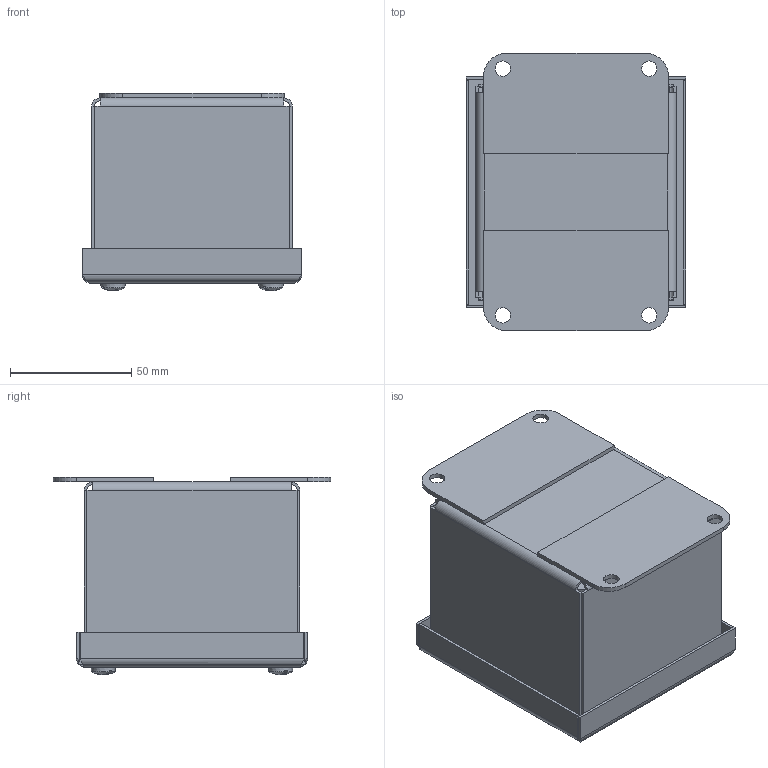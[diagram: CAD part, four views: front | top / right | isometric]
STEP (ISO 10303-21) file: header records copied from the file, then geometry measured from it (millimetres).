
FILE_DESCRIPTION(/* description */ ('LID, PBSS1A, 3.5 X 3.25'),/* implementation_level */ '2;1');
FILE_NAME(/* name */ 'PBSS1A.stp',/* time_stamp */ '2017-01-30T22:57:15+05:00',/* author */ ('mgunasekar'),/* organization */ (''),/* preprocessor_version */ 'ST-DEVELOPER v16.1',/* originating_system */ 'Autodesk Inventor 2016',/* authorisation */ '');
FILE_SCHEMA (('CONFIG_CONTROL_DESIGN','AUTOMOTIVE_DESIGN { 1 0 10303 214 3 1 1 }'));
Length unit declared in the file: inch
Products named in the file (9): PBSS1ALID; 37210; 39077; PBSS1ABKP; 34984; 38832; 348123; 316256; PBSS1A
Assembly tree (19 placements, depth 2):
  PBSS1A
    PBSS1ALID
    37210  x4
    39077  x4
    PBSS1ABKP
    34984  x4
    38832  x2
    348123  x2
    316256
Bounding box: 90.49 x 114.3 x 81.29 mm (x, y, z)
Volume: 85699.6 mm3; surface area: 121552.5 mm2
Topology: 19 solids, 21 shells, 542 faces, 1322 edges, 830 vertices
Faces by surface type: plane 334, cylinder 100, cone 56, torus 30, bspline 14, sphere 8
Full cylindrical faces by diameter (mm): 3.378 x2, 3.962 x4, 4.255 x4, 4.826 x4, 4.978 x4, 6.299 x4, 6.35 x6, 6.528 x4, 7.061 x4, 7.137 x4, 7.95 x4, 10.312 x4, 11.506 x4
Entity records: 9188 total; most frequent: CARTESIAN_POINT 1999, DIRECTION 1384, ORIENTED_EDGE 1344, EDGE_CURVE 672, LINE 470, VECTOR 470, AXIS2_PLACEMENT_3D 457, VERTEX_POINT 430
